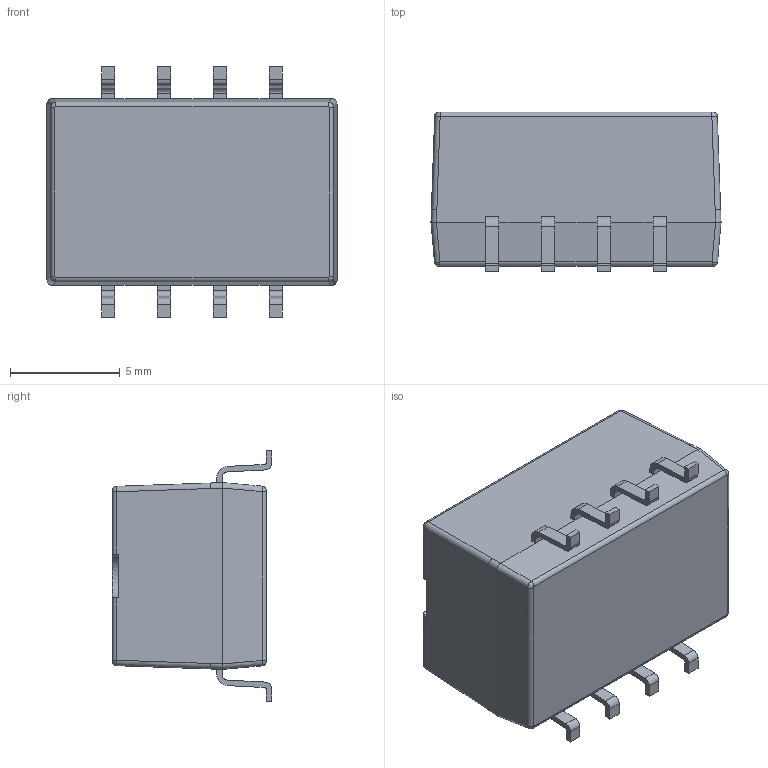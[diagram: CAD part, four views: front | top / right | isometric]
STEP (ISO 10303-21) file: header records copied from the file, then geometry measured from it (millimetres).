
FILE_DESCRIPTION (( 'STEP AP214' ), '1' );
FILE_NAME ('CUI_PDP1-S5-S5-M.step', '2020-05-07T01:35:05', ( '' ), ( '' ), 'SwSTEP 2.0', 'SolidWorks 2020', '' );
FILE_SCHEMA (( 'AUTOMOTIVE_DESIGN' ));
Length unit declared in the file: inch
Products named in the file (1): CUI_PDP1-S5-S5-M
Bounding box: 13.2 x 7.25 x 11.4 mm (x, y, z)
Volume: 761.1 mm3; surface area: 546.6 mm2
Topology: 1 solids, 1 shells, 147 faces, 395 edges, 250 vertices
Faces by surface type: plane 85, cylinder 42, bspline 20
Entity records: 6024 total; most frequent: CARTESIAN_POINT 1697, ORIENTED_EDGE 790, DIRECTION 711, EDGE_CURVE 395, VECTOR 287, LINE 287, VERTEX_POINT 250, AXIS2_PLACEMENT_3D 212
